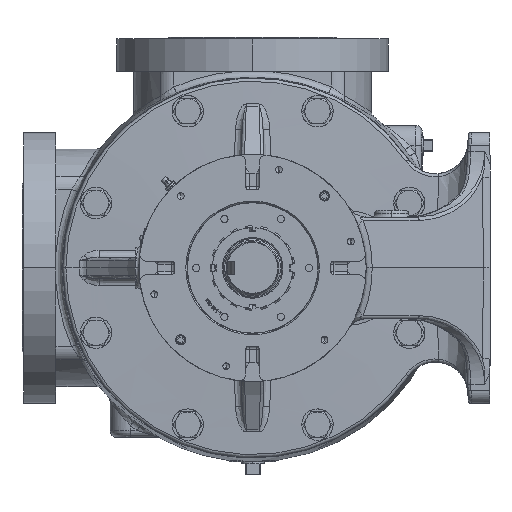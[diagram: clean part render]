
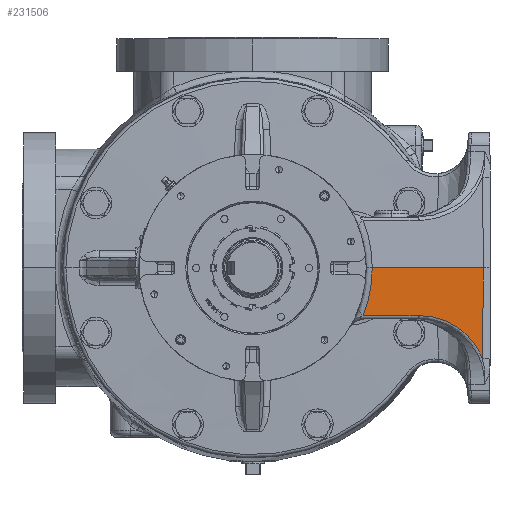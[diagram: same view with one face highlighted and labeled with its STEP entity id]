
A CAD part, left-side view. The second image highlights one B-rep face of the part: STEP entity #231506.
In plain terms, the highlighted planar face has unit normal (-0.707, -0.707, -0.035).
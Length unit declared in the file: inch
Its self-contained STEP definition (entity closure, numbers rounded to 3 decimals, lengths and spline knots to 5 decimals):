
#2462 = CARTESIAN_POINT ( 'NONE',  ( -8.82086, -8.51288, -0.00299 ) ) ;
#7344 = CARTESIAN_POINT ( 'NONE',  ( -8.58388, -8.75, 0. ) ) ;
#9242 = CARTESIAN_POINT ( 'NONE',  ( -11.10815, -6.13885, -1.75919 ) ) ;
#14492 = CARTESIAN_POINT ( 'NONE',  ( -8.70444, -8.46466, -3.3368 ) ) ;
#15645 = CARTESIAN_POINT ( 'NONE',  ( -11.10815, -6.13885, -1.75919 ) ) ;
#16290 = LINE ( 'NONE', #90571, #60608 ) ;
#16531 = FACE_OUTER_BOUND ( 'NONE', #201020, .T. ) ;
#19594 = CARTESIAN_POINT ( 'NONE',  ( -12.92396, -4.40992, 0. ) ) ;
#21924 = ORIENTED_EDGE ( 'NONE', *, *, #131077, .T. ) ;
#33273 = VERTEX_POINT ( 'NONE', #19594 ) ;
#38873 = CARTESIAN_POINT ( 'NONE',  ( -8.58388, -8.75, 0. ) ) ;
#42720 = LINE ( 'NONE', #7344, #49200 ) ;
#44375 = ORIENTED_EDGE ( 'NONE', *, *, #128641, .T. ) ;
#49200 = VECTOR ( 'NONE', #223007, 39.37008 ) ;
#52987 = CARTESIAN_POINT ( 'NONE',  ( -8.82096, -8.51292, 0. ) ) ;
#54703 = EDGE_CURVE ( 'NONE', #33273, #104893, #42720, .T. ) ;
#60608 = VECTOR ( 'NONE', #87056, 39.37008 ) ;
#62550 = AXIS2_PLACEMENT_3D ( 'NONE', #38873, #71931, #76590 ) ;
#70308 = VERTEX_POINT ( 'NONE', #228160 ) ;
#71931 = DIRECTION ( 'NONE',  ( -0.707, -0.707, -0.035 ) ) ;
#76590 = DIRECTION ( 'NONE',  ( 0.707, -0.707, 0. ) ) ;
#78791 = EDGE_CURVE ( 'NONE', #70308, #104893, #220416, .T. ) ;
#87056 = DIRECTION ( 'NONE',  ( 0.707, -0.707, 0. ) ) ;
#90571 = CARTESIAN_POINT ( 'NONE',  ( -11.02621, -6.2208, -1.75919 ) ) ;
#91240 = ORIENTED_EDGE ( 'NONE', *, *, #102590, .T. ) ;
#102590 = EDGE_CURVE ( 'NONE', #144729, #159948, #16290, .T. ) ;
#104893 = VERTEX_POINT ( 'NONE', #52987 ) ;
#115135 = VECTOR ( 'NONE', #200448, 39.37008 ) ;
#122556 = CARTESIAN_POINT ( 'NONE',  ( -12.89735, -4.40673, -0.60352 ) ) ;
#125271 = CARTESIAN_POINT ( 'NONE',  ( -9.13254, -8.08531, -2.3496 ) ) ;
#128641 = EDGE_CURVE ( 'NONE', #33273, #144729, #170448, .T. ) ;
#131077 = EDGE_CURVE ( 'NONE', #159948, #70308, #153961, .T. ) ;
#135514 = CARTESIAN_POINT ( 'NONE',  ( -13.17092, -4.07608, -1.75919 ) ) ;
#137626 = ORIENTED_EDGE ( 'NONE', *, *, #54703, .F. ) ;
#140203 = CARTESIAN_POINT ( 'NONE',  ( -12.92396, -4.40992, 0. ) ) ;
#144729 = VERTEX_POINT ( 'NONE', #214493 ) ;
#153257 = CARTESIAN_POINT ( 'NONE',  ( -12.98059, -4.2942, -1.19646 ) ) ;
#153961 =( BOUNDED_CURVE ( )  B_SPLINE_CURVE ( 3, ( #15645, #175963, #125271, #14492 ),
 .UNSPECIFIED., .F., .F. ) 
 B_SPLINE_CURVE_WITH_KNOTS ( ( 4, 4 ),
 ( 1.62014, 2.78176 ),
 .UNSPECIFIED. ) 
 CURVE ( )  GEOMETRIC_REPRESENTATION_ITEM ( )  RATIONAL_B_SPLINE_CURVE ( ( 1., 0.891, 0.891, 1. ) ) 
 REPRESENTATION_ITEM ( '' )  );
#159948 = VERTEX_POINT ( 'NONE', #9242 ) ;
#170448 =( BOUNDED_CURVE ( )  B_SPLINE_CURVE ( 3, ( #140203, #122556, #153257, #135514 ),
 .UNSPECIFIED., .F., .T. ) 
 B_SPLINE_CURVE_WITH_KNOTS ( ( 4, 4 ),
 ( 3.09755, 3.46203 ),
 .UNSPECIFIED. ) 
 CURVE ( )  GEOMETRIC_REPRESENTATION_ITEM ( )  RATIONAL_B_SPLINE_CURVE ( ( 1., 0.989, 0.989, 1. ) ) 
 REPRESENTATION_ITEM ( '' )  );
#175963 = CARTESIAN_POINT ( 'NONE',  ( -10.03212, -7.21488, -1.75919 ) ) ;
#200448 = DIRECTION ( 'NONE',  ( -0.035, -0.014, 0.999 ) ) ;
#201020 = EDGE_LOOP ( 'NONE', ( #21924, #233206, #137626, #44375, #91240 ) ) ;
#214493 = CARTESIAN_POINT ( 'NONE',  ( -13.17092, -4.07608, -1.75919 ) ) ;
#220416 = LINE ( 'NONE', #2462, #115135 ) ;
#223007 = DIRECTION ( 'NONE',  ( 0.707, -0.707, 0. ) ) ;
#228160 = CARTESIAN_POINT ( 'NONE',  ( -8.70444, -8.46466, -3.3368 ) ) ;
#231506 = ADVANCED_FACE ( 'Defeatured_0_1617', ( #16531 ), #232170, .T. ) ;
#232170 = PLANE ( 'NONE',  #62550 ) ;
#233206 = ORIENTED_EDGE ( 'NONE', *, *, #78791, .T. ) ;
